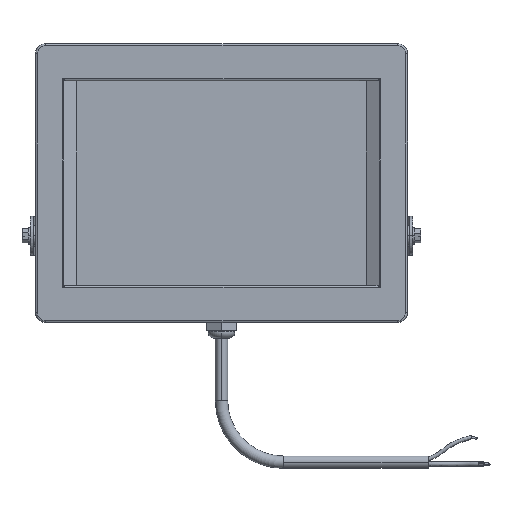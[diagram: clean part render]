
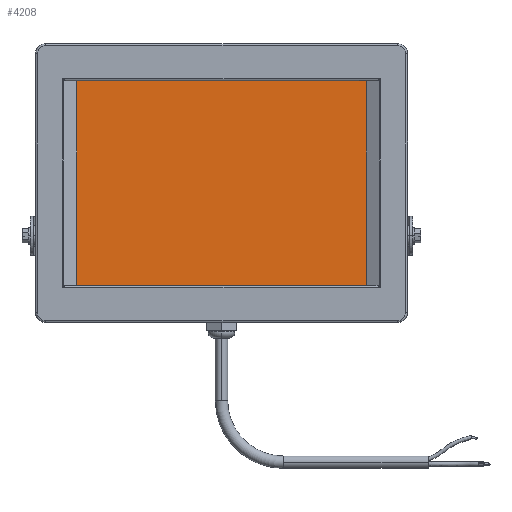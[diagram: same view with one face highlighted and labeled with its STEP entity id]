
A CAD part, top view. The second image highlights one B-rep face of the part: STEP entity #4208.
In plain terms, the highlighted planar face has unit normal (0, 0, 1).
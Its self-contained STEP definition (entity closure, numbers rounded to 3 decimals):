
#220 = DIRECTION ( 'NONE',  ( 0., 0., -1. ) ) ;
#2980 = DIRECTION ( 'NONE',  ( 0., -1., 0. ) ) ;
#3570 = VERTEX_POINT ( 'NONE', #8914 ) ;
#3710 = FACE_OUTER_BOUND ( 'NONE', #9843, .T. ) ;
#3908 = VECTOR ( 'NONE', #18001, 1000. ) ;
#4208 = ADVANCED_FACE ( 'NONE', ( #3710 ), #6126, .F. ) ;
#4232 = CARTESIAN_POINT ( 'NONE',  ( -70., 49.5, 28. ) ) ;
#4345 = VECTOR ( 'NONE', #2980, 1000. ) ;
#4728 = CARTESIAN_POINT ( 'NONE',  ( 70., 49.5, 28. ) ) ;
#4838 = ORIENTED_EDGE ( 'NONE', *, *, #4915, .T. ) ;
#4915 = EDGE_CURVE ( 'NONE', #12325, #5218, #8852, .T. ) ;
#5149 = CARTESIAN_POINT ( 'NONE',  ( -70., -49.5, 28. ) ) ;
#5218 = VERTEX_POINT ( 'NONE', #11813 ) ;
#5224 = DIRECTION ( 'NONE',  ( -1., 0., 0. ) ) ;
#5986 = LINE ( 'NONE', #10806, #15182 ) ;
#6126 = PLANE ( 'NONE',  #11982 ) ;
#6633 = EDGE_CURVE ( 'NONE', #3570, #5218, #13482, .T. ) ;
#7079 = CARTESIAN_POINT ( 'NONE',  ( 70., -49.5, 28. ) ) ;
#8141 = LINE ( 'NONE', #7079, #4345 ) ;
#8345 = ORIENTED_EDGE ( 'NONE', *, *, #12583, .T. ) ;
#8852 = LINE ( 'NONE', #5149, #3908 ) ;
#8914 = CARTESIAN_POINT ( 'NONE',  ( 70., -49.5, 28. ) ) ;
#9843 = EDGE_LOOP ( 'NONE', ( #15470, #8345, #4838, #10838 ) ) ;
#10806 = CARTESIAN_POINT ( 'NONE',  ( 169.032, 49.5, 28. ) ) ;
#10838 = ORIENTED_EDGE ( 'NONE', *, *, #6633, .F. ) ;
#10894 = DIRECTION ( 'NONE',  ( -1., 0., 0. ) ) ;
#11023 = VERTEX_POINT ( 'NONE', #4728 ) ;
#11813 = CARTESIAN_POINT ( 'NONE',  ( -70., -49.5, 28. ) ) ;
#11924 = VECTOR ( 'NONE', #10894, 1000. ) ;
#11969 = DIRECTION ( 'NONE',  ( -1., 0., 0. ) ) ;
#11982 = AXIS2_PLACEMENT_3D ( 'NONE', #16100, #220, #11969 ) ;
#12325 = VERTEX_POINT ( 'NONE', #4232 ) ;
#12583 = EDGE_CURVE ( 'NONE', #11023, #12325, #5986, .T. ) ;
#13482 = LINE ( 'NONE', #13731, #11924 ) ;
#13731 = CARTESIAN_POINT ( 'NONE',  ( 169.032, -49.5, 28. ) ) ;
#14377 = EDGE_CURVE ( 'NONE', #11023, #3570, #8141, .T. ) ;
#15182 = VECTOR ( 'NONE', #5224, 1000. ) ;
#15470 = ORIENTED_EDGE ( 'NONE', *, *, #14377, .F. ) ;
#16100 = CARTESIAN_POINT ( 'NONE',  ( 169.032, -49.5, 28. ) ) ;
#18001 = DIRECTION ( 'NONE',  ( 0., -1., 0. ) ) ;
